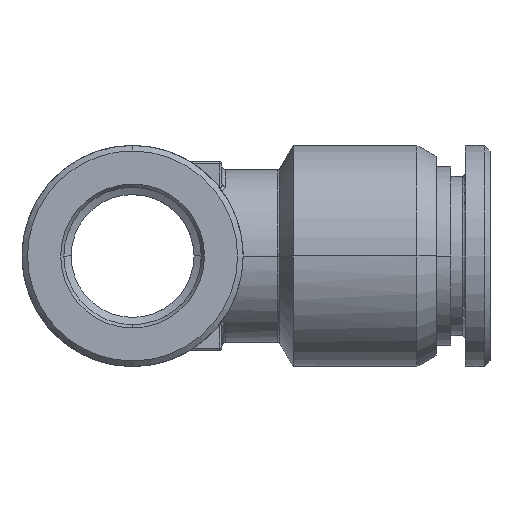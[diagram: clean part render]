
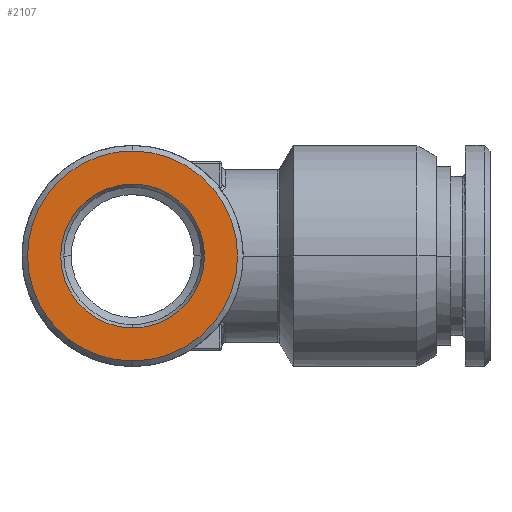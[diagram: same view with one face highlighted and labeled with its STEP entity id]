
A CAD part, left-side view. The second image highlights one B-rep face of the part: STEP entity #2107.
In plain terms, the highlighted planar face has unit normal (-1, 0, 0).
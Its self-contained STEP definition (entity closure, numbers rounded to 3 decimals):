
#1921=CARTESIAN_POINT('Vertex',(-37.12,0.,7.469)) ;
#1924=CARTESIAN_POINT('Axis2P3D Location',(-37.12,0.,0.)) ;
#1928=CARTESIAN_POINT('Vertex',(-37.12,0.,-7.469)) ;
#1949=CARTESIAN_POINT('Axis2P3D Location',(-37.12,0.,0.)) ;
#2059=CARTESIAN_POINT('Axis2P3D Location',(-37.12,0.,0.)) ;
#2065=CARTESIAN_POINT('Control Point',(-37.12,0.,-10.904)) ;
#2066=CARTESIAN_POINT('Control Point',(-37.12,1.045,-10.904)) ;
#2067=CARTESIAN_POINT('Control Point',(-37.12,2.091,-10.779)) ;
#2068=CARTESIAN_POINT('Control Point',(-37.12,3.116,-10.528)) ;
#2069=CARTESIAN_POINT('Control Point',(-37.12,5.087,-9.786)) ;
#2070=CARTESIAN_POINT('Control Point',(-37.12,6.826,-8.6)) ;
#2071=CARTESIAN_POINT('Control Point',(-37.12,7.621,-7.904)) ;
#2072=CARTESIAN_POINT('Control Point',(-37.12,9.027,-6.337)) ;
#2073=CARTESIAN_POINT('Control Point',(-37.12,10.023,-4.482)) ;
#2074=CARTESIAN_POINT('Control Point',(-37.12,10.407,-3.499)) ;
#2075=CARTESIAN_POINT('Control Point',(-37.12,10.932,-1.459)) ;
#2076=CARTESIAN_POINT('Control Point',(-37.12,10.961,0.646)) ;
#2077=CARTESIAN_POINT('Control Point',(-37.12,10.848,1.696)) ;
#2078=CARTESIAN_POINT('Control Point',(-37.12,10.373,3.747)) ;
#2079=CARTESIAN_POINT('Control Point',(-37.12,9.427,5.628)) ;
#2080=CARTESIAN_POINT('Control Point',(-37.12,8.843,6.508)) ;
#2081=CARTESIAN_POINT('Control Point',(-37.12,7.476,8.109)) ;
#2082=CARTESIAN_POINT('Control Point',(-37.12,5.769,9.342)) ;
#2083=CARTESIAN_POINT('Control Point',(-37.12,4.845,9.853)) ;
#2084=CARTESIAN_POINT('Control Point',(-37.12,3.329,10.467)) ;
#2085=CARTESIAN_POINT('Control Point',(-37.12,1.733,10.789)) ;
#2086=CARTESIAN_POINT('Control Point',(-37.12,1.158,10.866)) ;
#2087=CARTESIAN_POINT('Control Point',(-37.12,0.579,10.904)) ;
#2088=CARTESIAN_POINT('Control Point',(-37.12,0.,10.904)) ;
#2089=CARTESIAN_POINT('Vertex',(-37.12,0.,-10.904)) ;
#2091=CARTESIAN_POINT('Vertex',(-37.12,0.,10.904)) ;
#2094=CARTESIAN_POINT('Axis2P3D Location',(-37.12,0.,0.)) ;
#1925=DIRECTION('Axis2P3D Direction',(-1.,0.,0.)) ;
#1950=DIRECTION('Axis2P3D Direction',(-1.,0.,0.)) ;
#2060=DIRECTION('Axis2P3D Direction',(-1.,0.,0.)) ;
#2061=DIRECTION('Axis2P3D XDirection',(0.,0.,1.)) ;
#2095=DIRECTION('Axis2P3D Direction',(-1.,0.,0.)) ;
#1926=AXIS2_PLACEMENT_3D('Circle Axis2P3D',#1924,#1925,$) ;
#1951=AXIS2_PLACEMENT_3D('Circle Axis2P3D',#1949,#1950,$) ;
#2062=AXIS2_PLACEMENT_3D('Plane Axis2P3D',#2059,#2060,#2061) ;
#2096=AXIS2_PLACEMENT_3D('Circle Axis2P3D',#2094,#2095,$) ;
#2100=ORIENTED_EDGE('',*,*,#2093,.F.) ;
#2101=ORIENTED_EDGE('',*,*,#2098,.T.) ;
#2104=ORIENTED_EDGE('',*,*,#1953,.F.) ;
#2105=ORIENTED_EDGE('',*,*,#1930,.T.) ;
#2106=FACE_BOUND('',#2103,.T.) ;
#2107=ADVANCED_FACE('MANIFOLD_SOLID_BREP #7042',(#2102,#2106),#2063,.T.) ;
#2064=B_SPLINE_CURVE_WITH_KNOTS('',5,(#2065,#2066,#2067,#2068,#2069,#2070,#2071,#2072,#2073,#2074,#2075,#2076,#2077,#2078,#2079,#2080,#2081,#2082,#2083,#2084,#2085,#2086,#2087,#2088),.UNSPECIFIED.,.F.,.U.,(6,3,3,3,3,3,3,6),(0.,7.392,14.784,22.176,29.568,36.96,44.352,48.445),.UNSPECIFIED.) ;
#1927=CIRCLE('generated circle',#1926,7.469) ;
#1952=CIRCLE('generated circle',#1951,7.469) ;
#2097=CIRCLE('generated circle',#2096,10.904) ;
#1930=EDGE_CURVE('',#1929,#1922,#1927,.F.) ;
#1953=EDGE_CURVE('',#1929,#1922,#1952,.T.) ;
#2093=EDGE_CURVE('',#2090,#2092,#2064,.T.) ;
#2098=EDGE_CURVE('',#2090,#2092,#2097,.T.) ;
#2099=EDGE_LOOP('',(#2100,#2101)) ;
#2103=EDGE_LOOP('',(#2104,#2105)) ;
#2102=FACE_OUTER_BOUND('',#2099,.T.) ;
#2063=PLANE('',#2062) ;
#1922=VERTEX_POINT('',#1921) ;
#1929=VERTEX_POINT('',#1928) ;
#2090=VERTEX_POINT('',#2089) ;
#2092=VERTEX_POINT('',#2091) ;
